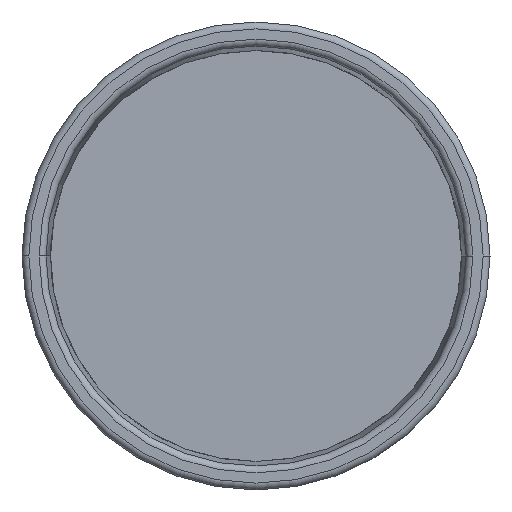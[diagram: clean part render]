
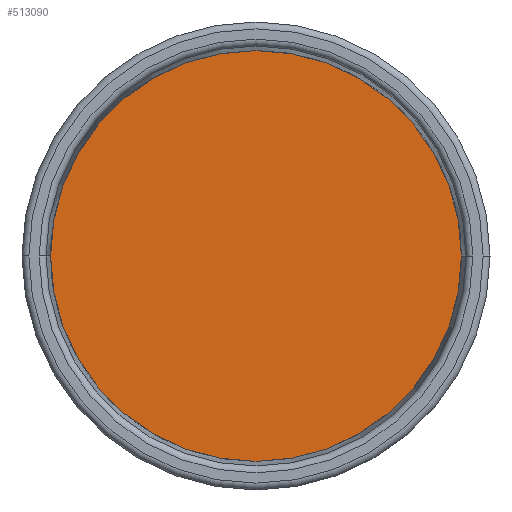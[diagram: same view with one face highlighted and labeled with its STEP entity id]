
A CAD part, front view. The second image highlights one B-rep face of the part: STEP entity #513090.
In plain terms, the highlighted planar face has unit normal (0, -1, 0).
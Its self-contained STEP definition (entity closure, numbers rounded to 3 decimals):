
#512890=CARTESIAN_POINT('',(7.484,-7.5,0.));
#512900=DIRECTION('',(0.,1.,0.));
#512910=DIRECTION('',(-1.,-0.,-0.));
#512920=AXIS2_PLACEMENT_3D('',#512890,#512900,#512910);
#512930=PLANE('',#512920);
#512940=CARTESIAN_POINT('',(0.,-7.5,0.));
#512950=DIRECTION('',(0.,-1.,0.));
#512960=DIRECTION('',(0.707,0.,
0.707));
#512970=AXIS2_PLACEMENT_3D('',#512940,#512950,#512960);
#512980=CIRCLE('',#512970,14.881);
#512990=CARTESIAN_POINT('',(10.522,-7.5,10.522));
#513000=VERTEX_POINT('',#512990);
#513010=CARTESIAN_POINT('',(-10.522,-7.5,-10.522));
#513020=VERTEX_POINT('',#513010);
#513030=EDGE_CURVE('',#513000,#513020,#512980,.T.);
#513040=ORIENTED_EDGE('',*,*,#513030,.T.);
#513050=EDGE_CURVE('',#513020,#513000,#512980,.T.);
#513060=ORIENTED_EDGE('',*,*,#513050,.T.);
#513070=EDGE_LOOP('',(#513060,#513040));
#513080=FACE_OUTER_BOUND('',#513070,.T.);
#513090=ADVANCED_FACE('',(#513080),#512930,.F.);
